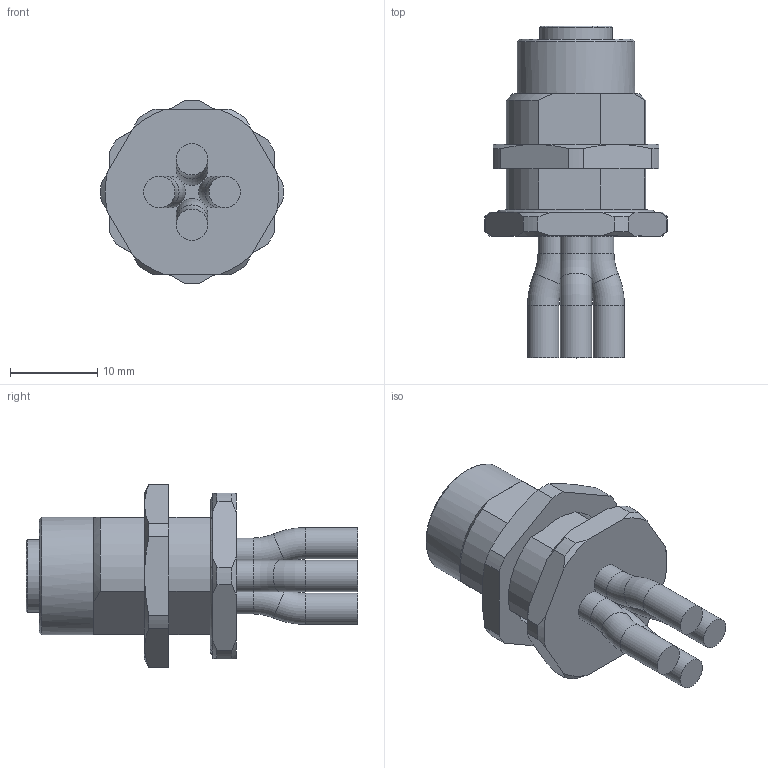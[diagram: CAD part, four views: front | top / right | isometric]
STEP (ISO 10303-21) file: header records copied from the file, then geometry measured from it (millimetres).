
FILE_DESCRIPTION(/* description */ (''),/* implementation_level */ '2;1');
FILE_NAME(/* name */ 'PT-FHM12KU4-m_M16.stp',/* time_stamp */ '2019-02-01T09:54:56+01:00',/* author */ ('ESCHA GmbH & Co. KG'),/* organization */ ('ESCHA GmbH & Co. KG'),/* preprocessor_version */ 'ST-DEVELOPER v16',/* originating_system */ 'SIEMENS PLM Software NX 10.0',/* authorisation */ '');
FILE_SCHEMA (('AUTOMOTIVE_DESIGN { 1 0 10303 214 3 1 1 1 }'));
Length unit declared in the file: millimetre
Products named in the file (1): 5030479__Flanschgehaeuse_part_327377
Bounding box: 20.89 x 38 x 20.99 mm (x, y, z)
Volume: 4760.1 mm3; surface area: 3340.7 mm2
Topology: 1 solids, 1 shells, 185 faces, 487 edges, 315 vertices
Faces by surface type: plane 77, cylinder 49, extrusion 25, cone 19, torus 15
Full cylindrical faces by diameter (mm): 2.3 x4, 3.6 x8, 8.3 x1, 11 x1, 12.3 x1, 13.5 x1
Entity records: 5882 total; most frequent: CARTESIAN_POINT 1620, ORIENTED_EDGE 898, DIRECTION 778, EDGE_CURVE 449, VERTEX_POINT 307, AXIS2_PLACEMENT_3D 288, EDGE_LOOP 234, VECTOR 202
